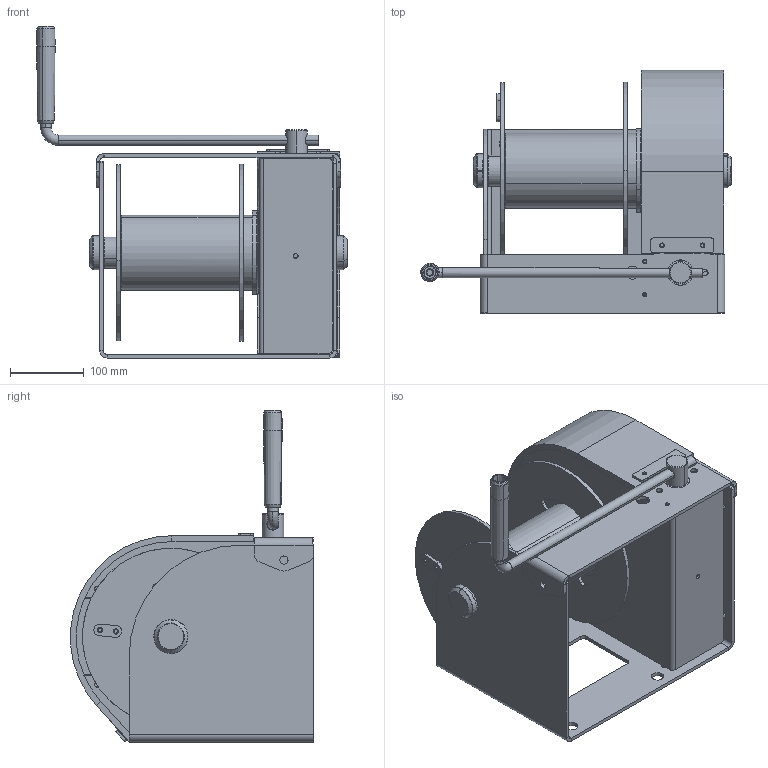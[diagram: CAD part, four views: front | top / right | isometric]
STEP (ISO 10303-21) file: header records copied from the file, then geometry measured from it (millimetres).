
FILE_DESCRIPTION (( 'STEP AP203' ), '1' );
FILE_NAME ('SL9320 WW1500 M.STEP', '2016-08-30T13:15:43', ( '.' ), ( '.' ), 'SwSTEP 2.0', 'SolidWorks 2016', '' );
FILE_SCHEMA (( 'CONFIG_CONTROL_DESIGN' ));
Length unit declared in the file: millimetre
Products named in the file (36): SL9320 WW1500 M; SL1716 Trommelfelns 316 L; SL3133 slinger_RVS slinger; SL1125_naaldlager_AWX25; SL0506_remschijf_26; SL1714 V-ring; SL0339 grip; SL1707 trommelas; SL1103_lagerschijf_AS2542; SL1706 Sam trommel; SL3134 sam slinger; SL1116_wormas_1500_RVS; SL1101_Glijlager2515_2515; SL1713 klemplaat; SL3000 pal_RVS pal; SL1136_starlock veer; SL1710 beschermkap; SL1709 trommelbuis; SL1202_palwiel_250_RVS palwiel; SL1136_starlock kap kst; SL1703 achterplaat; SL1201_kabelklem_Kabelklem RVS; SL1715 Trommelflens R; SL1702 brug_RVS brug; SL1136_sam_starlock_kst; SL0513_lagerring NL-AWX25_met borst; Sl8500 GFM-2528-16; SL0515_lagerring GL2520_RVS 316; SL1712 Plaat; SL1704 tussenkap; SL1102_palas_Met Borst; SL1098_Glijlager2520_2515; SL0820_wormwiel_1500_Met 4 dwarsgaten; SL1320 Flenslager GFL-30; SL1705 tussenplaat; SL1701 sam huis
Assembly tree (38 placements, depth 3):
  SL9320 WW1500 M
    SL1701 sam huis
      SL1703 achterplaat
      SL0513_lagerring NL-AWX25_met borst
      SL1102_palas_Met Borst
    SL0506_remschijf_26
    SL1103_lagerschijf_AS2542
    SL1101_Glijlager2515_2515
    SL1136_sam_starlock_kst  x2
      SL1136_starlock veer
      SL1136_starlock kap kst
    SL1704 tussenkap
    SL1705 tussenplaat
    SL1125_naaldlager_AWX25
    SL1707 trommelas
    SL1116_wormas_1500_RVS
    SL3000 pal_RVS pal
    SL1202_palwiel_250_RVS palwiel
    SL1702 brug_RVS brug
    SL1712 Plaat  x2
    SL1320 Flenslager GFL-30
    SL3134 sam slinger
      SL3133 slinger_RVS slinger
      SL0339 grip
    SL1713 klemplaat  x2
    SL1706 Sam trommel
      SL1709 trommelbuis
      SL1715 Trommelflens R
      SL0515_lagerring GL2520_RVS 316
      SL0820_wormwiel_1500_Met 4 dwarsgaten
      SL1716 Trommelfelns 316 L
      SL1714 V-ring
    SL1710 beschermkap
    SL1201_kabelklem_Kabelklem RVS
    Sl8500 GFM-2528-16
    SL1098_Glijlager2520_2515
Bounding box: 421.49 x 329.61 x 450.6 mm (x, y, z)
Volume: 4154108.5 mm3; surface area: 1526438.8 mm2
Topology: 35 solids, 35 shells, 1460 faces, 3805 edges, 2426 vertices
Faces by surface type: cylinder 573, plane 323, cone 280, torus 266, bspline 17, sphere 1
Entity records: 51387 total; most frequent: CARTESIAN_POINT 14599, ORIENTED_EDGE 7064, DIRECTION 6820, EDGE_CURVE 3532, AXIS2_PLACEMENT_3D 2873, VERTEX_POINT 2258, EDGE_LOOP 1534, CIRCLE 1486
